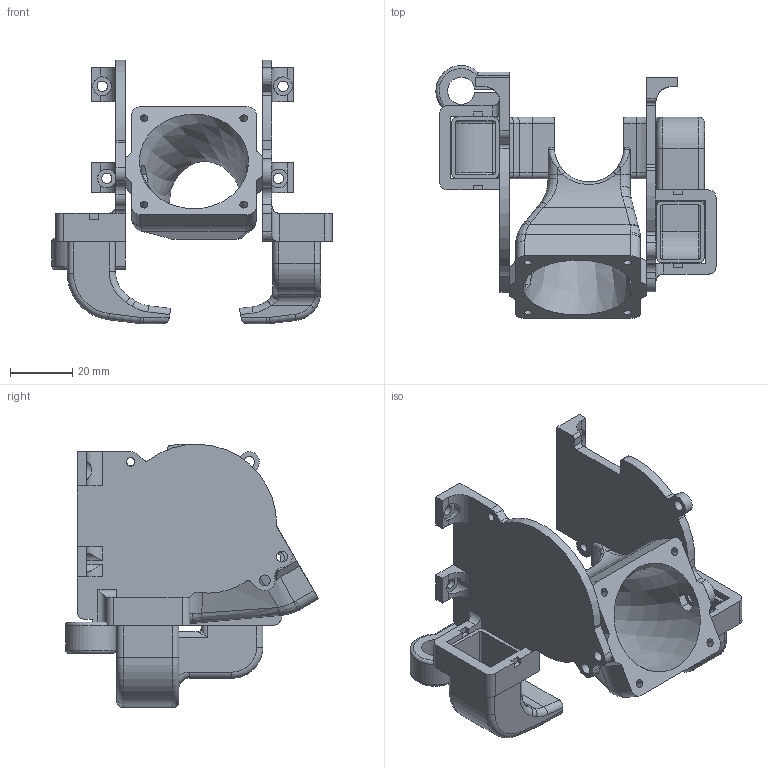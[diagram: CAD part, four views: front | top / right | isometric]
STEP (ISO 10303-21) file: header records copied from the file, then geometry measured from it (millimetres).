
FILE_DESCRIPTION(/* description */ (''),/* implementation_level */ '2;1');
FILE_NAME(/* name */ '5f844ada60360f16aba28903',/* time_stamp */ '2020-10-12T12:23:55+00:00',/* author */ (''),/* organization */ (''),/* preprocessor_version */ 'ST-DEVELOPER v16.7',/* originating_system */ $,/* authorisation */ $);
FILE_SCHEMA (('AUTOMOTIVE_DESIGN {1 0 10303 214 3 1 1}'));
Length unit declared in the file: metre
Products named in the file (5): Fan holder left; V6 fan duct; Fan duct right; Fan duct left; Fan holder right
Bounding box: 89.83 x 81.12 x 84.5 mm (x, y, z)
Volume: 53382.9 mm3; surface area: 43267.8 mm2
Topology: 5 solids, 5 shells, 486 faces, 1307 edges, 813 vertices
Faces by surface type: plane 187, cylinder 181, bspline 60, torus 54, sphere 4
Full cylindrical faces by diameter (mm): 2.5 x4, 2.7 x2, 3.3 x4, 3.4 x3, 3.5 x6, 6 x3, 6.2 x1
Entity records: 17254 total; most frequent: CARTESIAN_POINT 5395, ORIENTED_EDGE 2510, DIRECTION 2383, EDGE_CURVE 1255, AXIS2_PLACEMENT_3D 887, VERTEX_POINT 797, LINE 609, VECTOR 609
